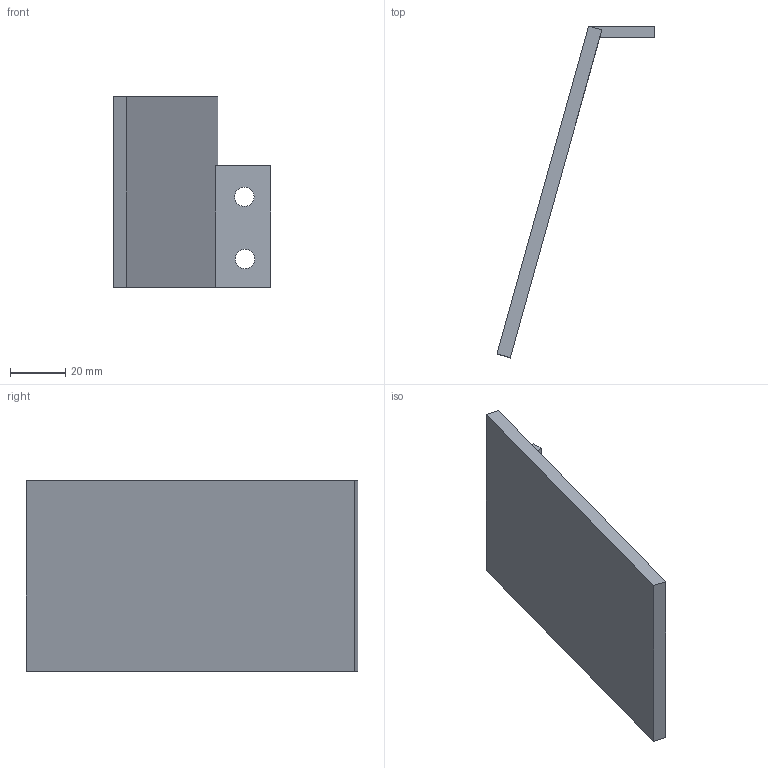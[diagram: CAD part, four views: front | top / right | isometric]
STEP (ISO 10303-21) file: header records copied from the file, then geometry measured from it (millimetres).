
FILE_DESCRIPTION(/* description */ (''),/* implementation_level */ '2;1');
FILE_NAME(/* name */ 'Protege_roue_2 v2.step',/* time_stamp */ '2025-06-16T07:32:10+02:00',/* author */ (''),/* organization */ (''),/* preprocessor_version */ 'ST-DEVELOPER v20.1',/* originating_system */ 'Autodesk Translation Framework v14.10.0.0',/* authorisation */ '');
FILE_SCHEMA (('AUTOMOTIVE_DESIGN { 1 0 10303 214 3 1 1 }'));
Length unit declared in the file: millimetre
Products named in the file (1): Protege_roue_2
Bounding box: 57.06 x 119.84 x 69 mm (x, y, z)
Volume: 45696 mm3; surface area: 20848.2 mm2
Topology: 1 solids, 1 shells, 12 faces, 29 edges, 19 vertices
Faces by surface type: plane 10, cylinder 2
Full cylindrical faces by diameter (mm): 7 x2
Entity records: 390 total; most frequent: CARTESIAN_POINT 61, DIRECTION 59, ORIENTED_EDGE 58, EDGE_CURVE 29, LINE 25, VECTOR 25, VERTEX_POINT 19, AXIS2_PLACEMENT_3D 17
